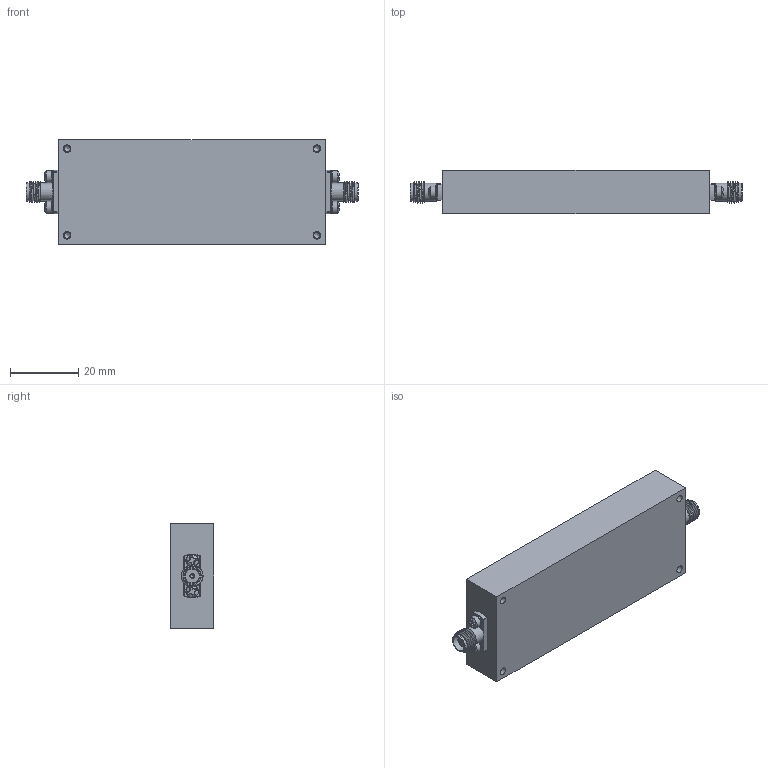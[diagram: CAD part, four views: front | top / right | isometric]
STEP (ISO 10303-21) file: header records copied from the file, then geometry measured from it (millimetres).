
FILE_DESCRIPTION (( 'STEP AP214' ), '1' );
FILE_NAME ('8CL1D5G-200-CD-SFF.STEP', '2025-07-15T20:54:54', ( '' ), ( '' ), 'SwSTEP 2.0', 'SolidWorks 2024', '' );
FILE_SCHEMA (( 'AUTOMOTIVE_DESIGN' ));
Length unit declared in the file: inch
Products named in the file (1): 8CL1D5G-200-CD-SFF
Bounding box: 97.28 x 12.8 x 30.48 mm (x, y, z)
Volume: 29615.5 mm3; surface area: 13938.2 mm2
Topology: 29 solids, 29 shells, 711 faces, 2442 edges, 1917 vertices
Faces by surface type: plane 524, cylinder 89, torus 46, cone 28, sphere 20, bspline 4
Full cylindrical faces by diameter (mm): 0.305 x2, 0.559 x2, 1.016 x2, 1.27 x2, 1.778 x4, 2.184 x21, 2.261 x4, 2.591 x4, 3.302 x2, 3.556 x4, 3.785 x4, 4.191 x4, 4.597 x2, 5.283 x4
Entity records: 36933 total; most frequent: CARTESIAN_POINT 11161, ORIENTED_EDGE 4598, DIRECTION 3551, EDGE_CURVE 2299, VERTEX_POINT 1901, VECTOR 1423, LINE 1423, AXIS2_PLACEMENT_3D 1064
